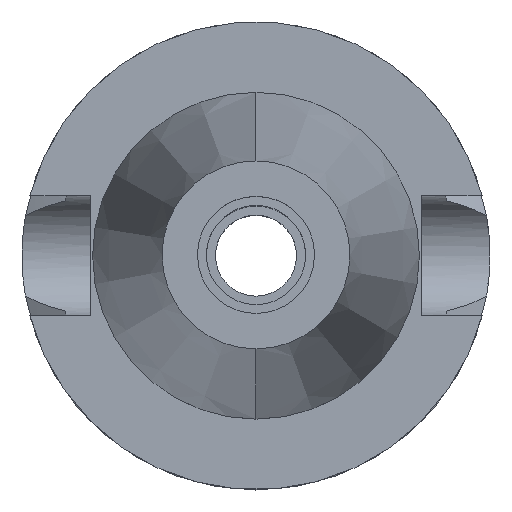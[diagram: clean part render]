
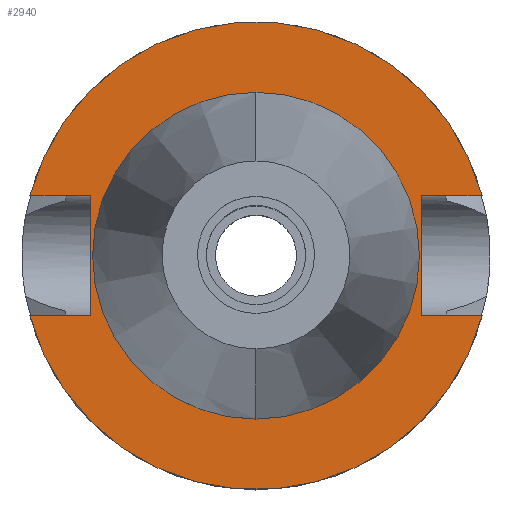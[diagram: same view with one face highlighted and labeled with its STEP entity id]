
A CAD part, top view. The second image highlights one B-rep face of the part: STEP entity #2940.
In plain terms, the highlighted planar face has unit normal (0, 0, 1).
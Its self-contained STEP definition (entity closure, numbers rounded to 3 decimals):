
#63 = CARTESIAN_POINT ( 'NONE',  ( 35.4, -12.85, -3. ) ) ;
#132 = DIRECTION ( 'NONE',  ( 0., 0., 1. ) ) ;
#133 = CARTESIAN_POINT ( 'NONE',  ( 0., 0., -3. ) ) ;
#151 = ORIENTED_EDGE ( 'NONE', *, *, #3555, .T. ) ;
#172 = LINE ( 'NONE', #1383, #3120 ) ;
#240 = DIRECTION ( 'NONE',  ( -1., 0., 0. ) ) ;
#350 = DIRECTION ( 'NONE',  ( 0., 1., 0. ) ) ;
#393 = CIRCLE ( 'NONE', #1570, 50. ) ;
#448 = ORIENTED_EDGE ( 'NONE', *, *, #2481, .F. ) ;
#492 = CARTESIAN_POINT ( 'NONE',  ( 0., 0., -3. ) ) ;
#495 = EDGE_CURVE ( 'NONE', #3491, #998, #3041, .T. ) ;
#554 = CARTESIAN_POINT ( 'NONE',  ( 35.4, 12.85, -3. ) ) ;
#679 = AXIS2_PLACEMENT_3D ( 'NONE', #133, #3494, #2127 ) ;
#732 = EDGE_LOOP ( 'NONE', ( #3256, #2285 ) ) ;
#746 = CARTESIAN_POINT ( 'NONE',  ( -35.4, 12.85, -3. ) ) ;
#844 = VECTOR ( 'NONE', #240, 1000. ) ;
#857 = CARTESIAN_POINT ( 'NONE',  ( 0., 34.925, -3. ) ) ;
#864 = CARTESIAN_POINT ( 'NONE',  ( 0., 0., -3. ) ) ;
#882 = ORIENTED_EDGE ( 'NONE', *, *, #2589, .F. ) ;
#932 = ORIENTED_EDGE ( 'NONE', *, *, #1223, .T. ) ;
#980 = CIRCLE ( 'NONE', #3360, 50. ) ;
#998 = VERTEX_POINT ( 'NONE', #63 ) ;
#1018 = VERTEX_POINT ( 'NONE', #1815 ) ;
#1030 = VECTOR ( 'NONE', #2249, 1000. ) ;
#1033 = VECTOR ( 'NONE', #2002, 1000. ) ;
#1047 = DIRECTION ( 'NONE',  ( -1., 0., 0. ) ) ;
#1157 = AXIS2_PLACEMENT_3D ( 'NONE', #1927, #1421, #1654 ) ;
#1175 = EDGE_CURVE ( 'NONE', #1189, #2219, #1309, .T. ) ;
#1183 = DIRECTION ( 'NONE',  ( 0., 0., -1. ) ) ;
#1189 = VERTEX_POINT ( 'NONE', #746 ) ;
#1223 = EDGE_CURVE ( 'NONE', #1018, #1666, #3263, .T. ) ;
#1290 = FACE_OUTER_BOUND ( 'NONE', #2055, .T. ) ;
#1309 = LINE ( 'NONE', #3554, #844 ) ;
#1383 = CARTESIAN_POINT ( 'NONE',  ( 35.4, -12.85, -3. ) ) ;
#1414 = ORIENTED_EDGE ( 'NONE', *, *, #495, .F. ) ;
#1421 = DIRECTION ( 'NONE',  ( 0., 0., 1. ) ) ;
#1431 = ORIENTED_EDGE ( 'NONE', *, *, #1175, .F. ) ;
#1433 = VERTEX_POINT ( 'NONE', #3387 ) ;
#1463 = VECTOR ( 'NONE', #3599, 1000. ) ;
#1570 = AXIS2_PLACEMENT_3D ( 'NONE', #2841, #1183, #350 ) ;
#1654 = DIRECTION ( 'NONE',  ( 0., -1., 0. ) ) ;
#1665 = EDGE_CURVE ( 'NONE', #2598, #3397, #3460, .T. ) ;
#1666 = VERTEX_POINT ( 'NONE', #2638 ) ;
#1734 = VECTOR ( 'NONE', #1047, 1000. ) ;
#1815 = CARTESIAN_POINT ( 'NONE',  ( -35.4, -12.85, -3. ) ) ;
#1866 = ORIENTED_EDGE ( 'NONE', *, *, #3611, .F. ) ;
#1887 = CARTESIAN_POINT ( 'NONE',  ( 48.321, -12.85, -3. ) ) ;
#1927 = CARTESIAN_POINT ( 'NONE',  ( 0., 0., -3. ) ) ;
#1991 = DIRECTION ( 'NONE',  ( 0., 0., -1. ) ) ;
#2002 = DIRECTION ( 'NONE',  ( 0., 1., 0. ) ) ;
#2055 = EDGE_LOOP ( 'NONE', ( #932, #1866, #448, #1414, #151, #2391, #1431, #882 ) ) ;
#2127 = DIRECTION ( 'NONE',  ( 0., -1., 0. ) ) ;
#2184 = DIRECTION ( 'NONE',  ( 0., 1., 0. ) ) ;
#2219 = VERTEX_POINT ( 'NONE', #3560 ) ;
#2249 = DIRECTION ( 'NONE',  ( 0., -1., 0. ) ) ;
#2255 = DIRECTION ( 'NONE',  ( 1., 0., 0. ) ) ;
#2285 = ORIENTED_EDGE ( 'NONE', *, *, #2529, .F. ) ;
#2349 = CARTESIAN_POINT ( 'NONE',  ( -35.4, -12.85, -3. ) ) ;
#2391 = ORIENTED_EDGE ( 'NONE', *, *, #2743, .F. ) ;
#2401 = FACE_BOUND ( 'NONE', #732, .T. ) ;
#2476 = LINE ( 'NONE', #2498, #1463 ) ;
#2481 = EDGE_CURVE ( 'NONE', #998, #3016, #172, .T. ) ;
#2498 = CARTESIAN_POINT ( 'NONE',  ( 35.4, 12.85, -3. ) ) ;
#2529 = EDGE_CURVE ( 'NONE', #3397, #2598, #3238, .T. ) ;
#2589 = EDGE_CURVE ( 'NONE', #1018, #1189, #2800, .T. ) ;
#2598 = VERTEX_POINT ( 'NONE', #857 ) ;
#2638 = CARTESIAN_POINT ( 'NONE',  ( -48.321, -12.85, -3. ) ) ;
#2698 = CARTESIAN_POINT ( 'NONE',  ( -35.4, -12.85, -3. ) ) ;
#2743 = EDGE_CURVE ( 'NONE', #2219, #1433, #393, .T. ) ;
#2800 = LINE ( 'NONE', #2349, #1033 ) ;
#2809 = DIRECTION ( 'NONE',  ( 0., -1., 0. ) ) ;
#2841 = CARTESIAN_POINT ( 'NONE',  ( 0., 0., -3. ) ) ;
#2938 = AXIS2_PLACEMENT_3D ( 'NONE', #492, #132, #2184 ) ;
#2940 = ADVANCED_FACE ( 'NONE', ( #1290, #2401 ), #3451, .F. ) ;
#3016 = VERTEX_POINT ( 'NONE', #1887 ) ;
#3041 = LINE ( 'NONE', #554, #1030 ) ;
#3120 = VECTOR ( 'NONE', #2255, 1000. ) ;
#3238 = CIRCLE ( 'NONE', #1157, 34.925 ) ;
#3256 = ORIENTED_EDGE ( 'NONE', *, *, #1665, .F. ) ;
#3263 = LINE ( 'NONE', #2698, #1734 ) ;
#3318 = CARTESIAN_POINT ( 'NONE',  ( 35.4, 12.85, -3. ) ) ;
#3360 = AXIS2_PLACEMENT_3D ( 'NONE', #864, #1991, #2809 ) ;
#3387 = CARTESIAN_POINT ( 'NONE',  ( 48.321, 12.85, -3. ) ) ;
#3397 = VERTEX_POINT ( 'NONE', #3486 ) ;
#3451 = PLANE ( 'NONE',  #679 ) ;
#3460 = CIRCLE ( 'NONE', #2938, 34.925 ) ;
#3486 = CARTESIAN_POINT ( 'NONE',  ( 0., -34.925, -3. ) ) ;
#3491 = VERTEX_POINT ( 'NONE', #3318 ) ;
#3494 = DIRECTION ( 'NONE',  ( 0., 0., -1. ) ) ;
#3554 = CARTESIAN_POINT ( 'NONE',  ( -35.4, 12.85, -3. ) ) ;
#3555 = EDGE_CURVE ( 'NONE', #3491, #1433, #2476, .T. ) ;
#3560 = CARTESIAN_POINT ( 'NONE',  ( -48.321, 12.85, -3. ) ) ;
#3599 = DIRECTION ( 'NONE',  ( 1., 0., 0. ) ) ;
#3611 = EDGE_CURVE ( 'NONE', #3016, #1666, #980, .T. ) ;
